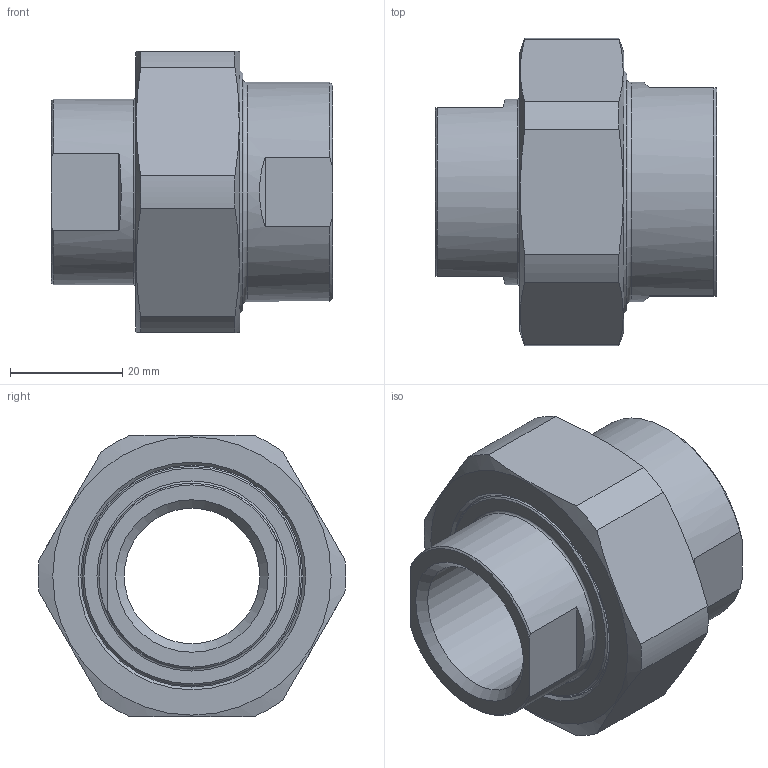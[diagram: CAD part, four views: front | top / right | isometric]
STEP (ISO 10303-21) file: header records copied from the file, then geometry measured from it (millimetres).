
FILE_DESCRIPTION(/* description */ (''),/* implementation_level */ '2;1');
FILE_NAME(/* name */ '3D_R134-DN20-DN25_17101522.stp',/* time_stamp */ '2021-06-30T08:30:06+02:00',/* author */ ('cad'),/* organization */ (''),/* preprocessor_version */ 'ST-DEVELOPER v18.1',/* originating_system */ 'Autodesk Inventor 2022',/* authorisation */ '');
FILE_SCHEMA (('AUTOMOTIVE_DESIGN { 1 0 10303 214 3 1 1 }'));
Length unit declared in the file: millimetre
Products named in the file (4): 3D_R134-DN20-DN25_17101522; 3D_R134-M-DN25_171011620; 3D_R134-G-DN25_171011320; 3D_R134-E-DN20-DN25_171011023
Assembly tree (3 placements, depth 2):
  3D_R134-DN20-DN25_17101522
    3D_R134-M-DN25_171011620
    3D_R134-G-DN25_171011320
    3D_R134-E-DN20-DN25_171011023
Bounding box: 50 x 54.68 x 50 mm (x, y, z)
Volume: 41571.9 mm3; surface area: 21005.5 mm2
Topology: 3 solids, 3 shells, 70 faces, 168 edges, 111 vertices
Faces by surface type: plane 27, cone 19, cylinder 16, torus 8
Full cylindrical faces by diameter (mm): 24.117 x1, 30.291 x1, 30.7 x1, 33 x1, 39 x2, 39.5 x1, 43 x1, 43.376 x1, 44.85 x1
Entity records: 2218 total; most frequent: DIRECTION 397, CARTESIAN_POINT 396, ORIENTED_EDGE 336, AXIS2_PLACEMENT_3D 172, EDGE_CURVE 168, VERTEX_POINT 111, CIRCLE 91, EDGE_LOOP 83
